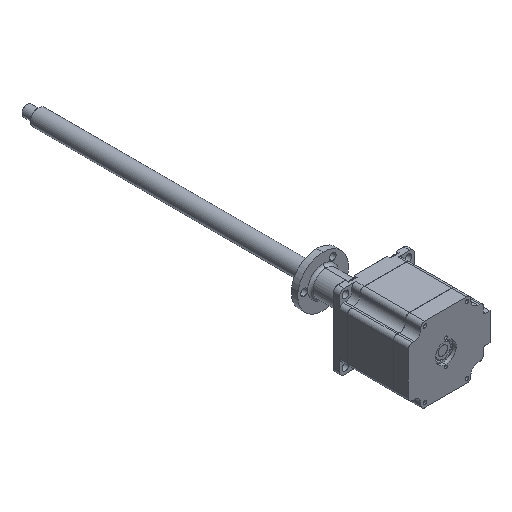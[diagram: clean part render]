
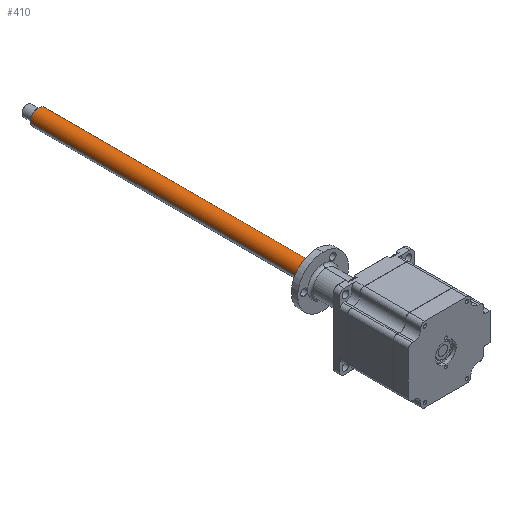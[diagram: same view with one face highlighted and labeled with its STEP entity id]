
A CAD part, isometric view. The second image highlights one B-rep face of the part: STEP entity #410.
In plain terms, the highlighted cylindrical face has radius 6 mm (diameter 12 mm), a partial arc.
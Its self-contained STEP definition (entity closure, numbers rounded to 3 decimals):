
#4 = DIRECTION ( 'NONE',  ( 0., -1., 0. ) ) ;
#6 = DIRECTION ( 'NONE',  ( 0., -1., 0. ) ) ;
#405 = AXIS2_PLACEMENT_3D ( 'NONE', #3820, #4, #3747 ) ;
#410 = ADVANCED_FACE ( 'NONE', ( #11770 ), #1207, .T. ) ;
#1207 = CYLINDRICAL_SURFACE ( 'NONE', #405, 6. ) ;
#1245 = DIRECTION ( 'NONE',  ( 0., -1., 0. ) ) ;
#1392 = CARTESIAN_POINT ( 'NONE',  ( -23.255, 258.999, 32.68 ) ) ;
#1944 = DIRECTION ( 'NONE',  ( 0., -1., 0. ) ) ;
#2191 = CARTESIAN_POINT ( 'NONE',  ( -23.255, 9.999, 32.68 ) ) ;
#2226 = ORIENTED_EDGE ( 'NONE', *, *, #7930, .T. ) ;
#2227 = CIRCLE ( 'NONE', #9847, 6. ) ;
#2662 = CIRCLE ( 'NONE', #7842, 6. ) ;
#2963 = CARTESIAN_POINT ( 'NONE',  ( -23.255, 259.999, 32.68 ) ) ;
#3721 = ORIENTED_EDGE ( 'NONE', *, *, #6783, .T. ) ;
#3747 = DIRECTION ( 'NONE',  ( -0.994, 0., -0.112 ) ) ;
#3820 = CARTESIAN_POINT ( 'NONE',  ( -17.293, 259.999, 33.35 ) ) ;
#3963 = DIRECTION ( 'NONE',  ( 0., -1., 0. ) ) ;
#4215 = CARTESIAN_POINT ( 'NONE',  ( -11.33, 9.999, 34.02 ) ) ;
#4224 = LINE ( 'NONE', #5034, #9487 ) ;
#4846 = ORIENTED_EDGE ( 'NONE', *, *, #11892, .F. ) ;
#5034 = CARTESIAN_POINT ( 'NONE',  ( -11.33, 259.999, 34.02 ) ) ;
#5422 = VECTOR ( 'NONE', #3963, 1000. ) ;
#6627 = EDGE_CURVE ( 'NONE', #10081, #8119, #4224, .T. ) ;
#6783 = EDGE_CURVE ( 'NONE', #10081, #9831, #2662, .T. ) ;
#7250 = CARTESIAN_POINT ( 'NONE',  ( -17.293, 258.999, 33.35 ) ) ;
#7513 = ORIENTED_EDGE ( 'NONE', *, *, #6627, .F. ) ;
#7774 = CARTESIAN_POINT ( 'NONE',  ( -11.33, 258.999, 34.02 ) ) ;
#7842 = AXIS2_PLACEMENT_3D ( 'NONE', #7250, #1245, #8251 ) ;
#7920 = CARTESIAN_POINT ( 'NONE',  ( -17.293, 9.999, 33.35 ) ) ;
#7930 = EDGE_CURVE ( 'NONE', #9831, #10304, #8074, .T. ) ;
#8074 = LINE ( 'NONE', #2963, #5422 ) ;
#8119 = VERTEX_POINT ( 'NONE', #4215 ) ;
#8251 = DIRECTION ( 'NONE',  ( 0.994, 0., 0.112 ) ) ;
#8898 = DIRECTION ( 'NONE',  ( -0.994, 0., -0.112 ) ) ;
#9487 = VECTOR ( 'NONE', #6, 1000. ) ;
#9831 = VERTEX_POINT ( 'NONE', #1392 ) ;
#9847 = AXIS2_PLACEMENT_3D ( 'NONE', #7920, #1944, #8898 ) ;
#10081 = VERTEX_POINT ( 'NONE', #7774 ) ;
#10304 = VERTEX_POINT ( 'NONE', #2191 ) ;
#11770 = FACE_OUTER_BOUND ( 'NONE', #12801, .T. ) ;
#11892 = EDGE_CURVE ( 'NONE', #8119, #10304, #2227, .T. ) ;
#12801 = EDGE_LOOP ( 'NONE', ( #7513, #3721, #2226, #4846 ) ) ;
